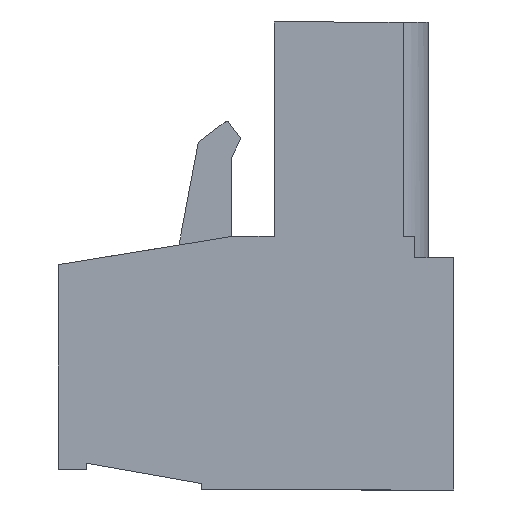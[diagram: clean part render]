
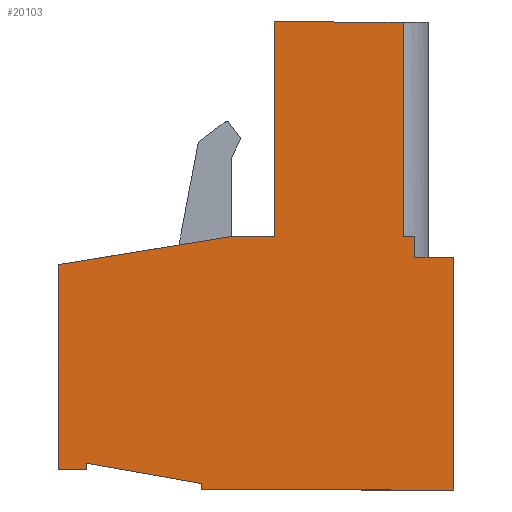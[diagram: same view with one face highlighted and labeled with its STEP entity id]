
A CAD part, left-side view. The second image highlights one B-rep face of the part: STEP entity #20103.
In plain terms, the highlighted planar face has unit normal (-1, 0, 0).
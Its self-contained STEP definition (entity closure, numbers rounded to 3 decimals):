
#106 = ORIENTED_EDGE ( 'NONE', *, *, #1444, .F. ) ;
#176 = VERTEX_POINT ( 'NONE', #7980 ) ;
#254 = AXIS2_PLACEMENT_3D ( 'NONE', #1009, #20056, #9776 ) ;
#300 = VECTOR ( 'NONE', #17678, 1000. ) ;
#358 = EDGE_CURVE ( 'NONE', #20335, #3618, #15601, .T. ) ;
#396 = LINE ( 'NONE', #16754, #18189 ) ;
#627 = LINE ( 'NONE', #16942, #18952 ) ;
#699 = CARTESIAN_POINT ( 'NONE',  ( 0., 6.96, 0.85 ) ) ;
#982 = CARTESIAN_POINT ( 'NONE',  ( 0., 14.24, -7.96 ) ) ;
#1009 = CARTESIAN_POINT ( 'NONE',  ( 0., 0., 0. ) ) ;
#1355 = VECTOR ( 'NONE', #7339, 1000. ) ;
#1444 = EDGE_CURVE ( 'NONE', #19944, #7765, #13404, .T. ) ;
#1913 = CARTESIAN_POINT ( 'NONE',  ( 0., 8.49, 0.85 ) ) ;
#2694 = DIRECTION ( 'NONE',  ( 0., 0., 1. ) ) ;
#2843 = PLANE ( 'NONE',  #254 ) ;
#2869 = CARTESIAN_POINT ( 'NONE',  ( 0., 1.96, 9.15 ) ) ;
#2915 = EDGE_LOOP ( 'NONE', ( #8466, #4964, #19193, #11731, #106, #14923, #11464, #22213, #14658, #11749, #8772, #14940, #12026, #14149, #6094 ) ) ;
#3181 = CARTESIAN_POINT ( 'NONE',  ( 0., 0., 0. ) ) ;
#3383 = EDGE_CURVE ( 'NONE', #3618, #22197, #17892, .T. ) ;
#3402 = VERTEX_POINT ( 'NONE', #18413 ) ;
#3489 = CARTESIAN_POINT ( 'NONE',  ( 0., 14.24, -8.2 ) ) ;
#3499 = DIRECTION ( 'NONE',  ( 0., 1., 0. ) ) ;
#3618 = VERTEX_POINT ( 'NONE', #1913 ) ;
#3881 = EDGE_CURVE ( 'NONE', #22197, #19944, #20714, .T. ) ;
#4103 = VERTEX_POINT ( 'NONE', #13314 ) ;
#4220 = VECTOR ( 'NONE', #6588, 1000. ) ;
#4580 = DIRECTION ( 'NONE',  ( 0., -1., 0. ) ) ;
#4723 = DIRECTION ( 'NONE',  ( 0., -1., 0. ) ) ;
#4943 = VECTOR ( 'NONE', #14005, 1000. ) ;
#4952 = LINE ( 'NONE', #6510, #13584 ) ;
#4964 = ORIENTED_EDGE ( 'NONE', *, *, #7309, .F. ) ;
#5254 = VECTOR ( 'NONE', #6575, 1000. ) ;
#5429 = EDGE_CURVE ( 'NONE', #17132, #4103, #8286, .T. ) ;
#5441 = LINE ( 'NONE', #21150, #300 ) ;
#5458 = VERTEX_POINT ( 'NONE', #10511 ) ;
#5990 = CARTESIAN_POINT ( 'NONE',  ( 0., 6.96, 9.15 ) ) ;
#6094 = ORIENTED_EDGE ( 'NONE', *, *, #6675, .F. ) ;
#6152 = VERTEX_POINT ( 'NONE', #17305 ) ;
#6510 = CARTESIAN_POINT ( 'NONE',  ( 0., 1.51, 0.85 ) ) ;
#6575 = DIRECTION ( 'NONE',  ( 0., 0., -1. ) ) ;
#6588 = DIRECTION ( 'NONE',  ( 0., -1., 0. ) ) ;
#6675 = EDGE_CURVE ( 'NONE', #5458, #8447, #14932, .T. ) ;
#6699 = EDGE_CURVE ( 'NONE', #4103, #20335, #627, .T. ) ;
#6987 = CARTESIAN_POINT ( 'NONE',  ( 0., 15.33, -0.26 ) ) ;
#7309 = EDGE_CURVE ( 'NONE', #7354, #20948, #4952, .T. ) ;
#7339 = DIRECTION ( 'NONE',  ( 0., 0., -1. ) ) ;
#7354 = VERTEX_POINT ( 'NONE', #13517 ) ;
#7765 = VERTEX_POINT ( 'NONE', #2869 ) ;
#7980 = CARTESIAN_POINT ( 'NONE',  ( 0., 14.24, -7.96 ) ) ;
#8148 = EDGE_CURVE ( 'NONE', #6152, #7354, #5441, .T. ) ;
#8286 = LINE ( 'NONE', #12177, #16875 ) ;
#8447 = VERTEX_POINT ( 'NONE', #21967 ) ;
#8466 = ORIENTED_EDGE ( 'NONE', *, *, #13435, .F. ) ;
#8588 = FACE_OUTER_BOUND ( 'NONE', #2915, .T. ) ;
#8772 = ORIENTED_EDGE ( 'NONE', *, *, #16864, .F. ) ;
#9255 = CARTESIAN_POINT ( 'NONE',  ( 0., 6.96, 9.15 ) ) ;
#9316 = DIRECTION ( 'NONE',  ( 0., 0., 1. ) ) ;
#9451 = LINE ( 'NONE', #17712, #1355 ) ;
#9599 = DIRECTION ( 'NONE',  ( 0., 0., -1. ) ) ;
#9652 = LINE ( 'NONE', #19751, #10198 ) ;
#9776 = DIRECTION ( 'NONE',  ( 0., 0., -1. ) ) ;
#10198 = VECTOR ( 'NONE', #2694, 1000. ) ;
#10511 = CARTESIAN_POINT ( 'NONE',  ( 0., 0., 0. ) ) ;
#10557 = EDGE_CURVE ( 'NONE', #7765, #6152, #9451, .T. ) ;
#11464 = ORIENTED_EDGE ( 'NONE', *, *, #3383, .F. ) ;
#11603 = CARTESIAN_POINT ( 'NONE',  ( 0., 9.77, -9. ) ) ;
#11731 = ORIENTED_EDGE ( 'NONE', *, *, #10557, .F. ) ;
#11749 = ORIENTED_EDGE ( 'NONE', *, *, #5429, .F. ) ;
#12026 = ORIENTED_EDGE ( 'NONE', *, *, #20039, .F. ) ;
#12098 = CARTESIAN_POINT ( 'NONE',  ( 0., 0., -9. ) ) ;
#12177 = CARTESIAN_POINT ( 'NONE',  ( 0., 14.24, -8.2 ) ) ;
#12467 = LINE ( 'NONE', #12098, #16481 ) ;
#13049 = LINE ( 'NONE', #982, #21645 ) ;
#13314 = CARTESIAN_POINT ( 'NONE',  ( 0., 15.33, -8.2 ) ) ;
#13404 = LINE ( 'NONE', #5990, #4220 ) ;
#13435 = EDGE_CURVE ( 'NONE', #20948, #5458, #396, .T. ) ;
#13517 = CARTESIAN_POINT ( 'NONE',  ( 0., 1.51, 0.85 ) ) ;
#13584 = VECTOR ( 'NONE', #21997, 1000. ) ;
#13873 = VECTOR ( 'NONE', #4580, 1000. ) ;
#13891 = DIRECTION ( 'NONE',  ( 0., 1., 0. ) ) ;
#13946 = CARTESIAN_POINT ( 'NONE',  ( 0., 1.51, 0. ) ) ;
#14005 = DIRECTION ( 'NONE',  ( 0., 0.985, 0.174 ) ) ;
#14149 = ORIENTED_EDGE ( 'NONE', *, *, #15822, .F. ) ;
#14507 = DIRECTION ( 'NONE',  ( 0., -0.987, 0.16 ) ) ;
#14658 = ORIENTED_EDGE ( 'NONE', *, *, #6699, .F. ) ;
#14742 = EDGE_CURVE ( 'NONE', #3402, #176, #18127, .T. ) ;
#14923 = ORIENTED_EDGE ( 'NONE', *, *, #3881, .F. ) ;
#14932 = LINE ( 'NONE', #3181, #5254 ) ;
#14940 = ORIENTED_EDGE ( 'NONE', *, *, #14742, .F. ) ;
#15601 = LINE ( 'NONE', #15779, #20712 ) ;
#15779 = CARTESIAN_POINT ( 'NONE',  ( 0., 15.33, -0.26 ) ) ;
#15822 = EDGE_CURVE ( 'NONE', #8447, #20141, #12467, .T. ) ;
#16481 = VECTOR ( 'NONE', #3499, 1000. ) ;
#16754 = CARTESIAN_POINT ( 'NONE',  ( 0., 1.51, 0. ) ) ;
#16864 = EDGE_CURVE ( 'NONE', #176, #17132, #13049, .T. ) ;
#16875 = VECTOR ( 'NONE', #13891, 1000. ) ;
#16942 = CARTESIAN_POINT ( 'NONE',  ( 0., 15.33, -8.2 ) ) ;
#17132 = VERTEX_POINT ( 'NONE', #3489 ) ;
#17305 = CARTESIAN_POINT ( 'NONE',  ( 0., 1.96, 0.85 ) ) ;
#17678 = DIRECTION ( 'NONE',  ( 0., -1., 0. ) ) ;
#17712 = CARTESIAN_POINT ( 'NONE',  ( 0., 1.96, 9.15 ) ) ;
#17892 = LINE ( 'NONE', #20062, #13873 ) ;
#17920 = CARTESIAN_POINT ( 'NONE',  ( 0., 6.96, 0.85 ) ) ;
#18127 = LINE ( 'NONE', #20908, #4943 ) ;
#18189 = VECTOR ( 'NONE', #4723, 1000. ) ;
#18413 = CARTESIAN_POINT ( 'NONE',  ( 0., 9.77, -8.75 ) ) ;
#18952 = VECTOR ( 'NONE', #22142, 1000. ) ;
#19193 = ORIENTED_EDGE ( 'NONE', *, *, #8148, .F. ) ;
#19751 = CARTESIAN_POINT ( 'NONE',  ( 0., 9.77, -9. ) ) ;
#19944 = VERTEX_POINT ( 'NONE', #9255 ) ;
#20039 = EDGE_CURVE ( 'NONE', #20141, #3402, #9652, .T. ) ;
#20056 = DIRECTION ( 'NONE',  ( 1., 0., 0. ) ) ;
#20062 = CARTESIAN_POINT ( 'NONE',  ( 0., 8.49, 0.85 ) ) ;
#20103 = ADVANCED_FACE ( 'NONE', ( #8588 ), #2843, .F. ) ;
#20141 = VERTEX_POINT ( 'NONE', #11603 ) ;
#20335 = VERTEX_POINT ( 'NONE', #6987 ) ;
#20712 = VECTOR ( 'NONE', #14507, 1000. ) ;
#20714 = LINE ( 'NONE', #699, #20951 ) ;
#20908 = CARTESIAN_POINT ( 'NONE',  ( 0., 9.77, -8.75 ) ) ;
#20948 = VERTEX_POINT ( 'NONE', #13946 ) ;
#20951 = VECTOR ( 'NONE', #9316, 1000. ) ;
#21150 = CARTESIAN_POINT ( 'NONE',  ( 0., 1.96, 0.85 ) ) ;
#21645 = VECTOR ( 'NONE', #9599, 1000. ) ;
#21967 = CARTESIAN_POINT ( 'NONE',  ( 0., 0., -9. ) ) ;
#21997 = DIRECTION ( 'NONE',  ( 0., 0., -1. ) ) ;
#22142 = DIRECTION ( 'NONE',  ( 0., 0., 1. ) ) ;
#22197 = VERTEX_POINT ( 'NONE', #17920 ) ;
#22213 = ORIENTED_EDGE ( 'NONE', *, *, #358, .F. ) ;
